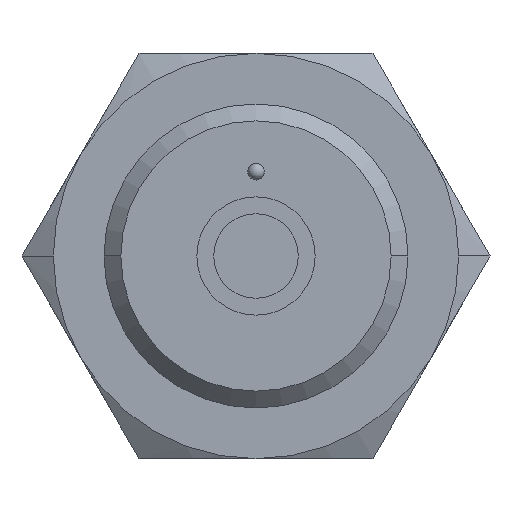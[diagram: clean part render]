
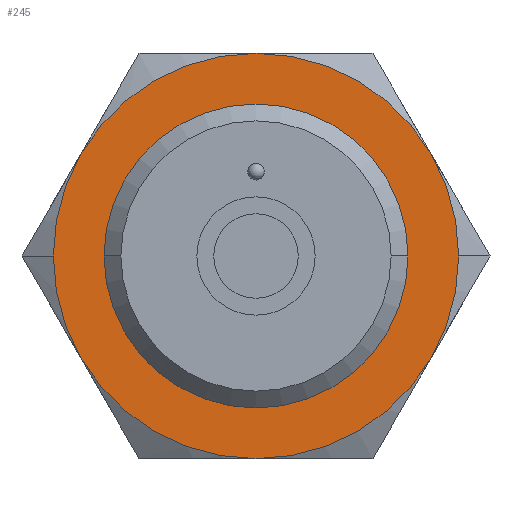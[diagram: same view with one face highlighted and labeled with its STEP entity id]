
A CAD part, front view. The second image highlights one B-rep face of the part: STEP entity #245.
In plain terms, the highlighted planar face has unit normal (0, -1, 0).
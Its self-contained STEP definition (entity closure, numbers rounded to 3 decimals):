
#245=ADVANCED_FACE('',(#407,#408),#409,.T.);
#407=FACE_OUTER_BOUND('',#576,.T.);
#408=FACE_BOUND('',#577,.T.);
#409=PLANE('',#578);
#576=EDGE_LOOP('',(#1107,#1108,#1109,#1110,#1111,#1112,#1113,#1114));
#577=EDGE_LOOP('',(#1115,#1116));
#578=AXIS2_PLACEMENT_3D('',#1117,#1118,#1119);
#1107=ORIENTED_EDGE('',*,*,#1317,.F.);
#1108=ORIENTED_EDGE('',*,*,#1303,.F.);
#1109=ORIENTED_EDGE('',*,*,#1306,.F.);
#1110=ORIENTED_EDGE('',*,*,#1308,.F.);
#1111=ORIENTED_EDGE('',*,*,#1301,.F.);
#1112=ORIENTED_EDGE('',*,*,#1312,.F.);
#1113=ORIENTED_EDGE('',*,*,#1315,.F.);
#1114=ORIENTED_EDGE('',*,*,#1297,.F.);
#1115=ORIENTED_EDGE('',*,*,#1337,.T.);
#1116=ORIENTED_EDGE('',*,*,#1281,.T.);
#1117=CARTESIAN_POINT('',(10.5,-18.0,0.0));
#1118=DIRECTION('',(0.0,-1.0,0.0));
#1119=DIRECTION('',(-1.0,0.0,0.0));
#1281=EDGE_CURVE('',#1515,#1512,#1516,.T.);
#1297=EDGE_CURVE('',#1542,#1545,#1546,.T.);
#1301=EDGE_CURVE('',#1551,#1549,#1553,.T.);
#1303=EDGE_CURVE('',#1555,#1557,#1558,.T.);
#1306=EDGE_CURVE('',#1561,#1555,#1563,.T.);
#1308=EDGE_CURVE('',#1549,#1561,#1565,.T.);
#1312=EDGE_CURVE('',#1569,#1551,#1571,.T.);
#1315=EDGE_CURVE('',#1545,#1569,#1575,.T.);
#1317=EDGE_CURVE('',#1557,#1542,#1577,.T.);
#1337=EDGE_CURVE('',#1512,#1515,#1605,.T.);
#1512=VERTEX_POINT('',#2076);
#1515=VERTEX_POINT('',#2080);
#1516=CIRCLE('',#2081,9.0);
#1542=VERTEX_POINT('',#2136);
#1545=VERTEX_POINT('',#2140);
#1546=CIRCLE('',#2141,12.0);
#1549=VERTEX_POINT('',#2155);
#1551=VERTEX_POINT('',#2158);
#1553=CIRCLE('',#2171,12.0);
#1555=VERTEX_POINT('',#2173);
#1557=VERTEX_POINT('',#2186);
#1558=CIRCLE('',#2187,12.0);
#1561=VERTEX_POINT('',#2201);
#1563=CIRCLE('',#2214,12.0);
#1565=CIRCLE('',#2227,12.0);
#1569=VERTEX_POINT('',#2253);
#1571=CIRCLE('',#2266,12.0);
#1575=CIRCLE('',#2292,12.0);
#1577=CIRCLE('',#2305,12.0);
#1605=CIRCLE('',#2443,9.0);
#2076=CARTESIAN_POINT('',(9.0,-18.0,0.0));
#2080=CARTESIAN_POINT('',(-9.0,-18.0,0.));
#2081=AXIS2_PLACEMENT_3D('',#2639,#2640,#2641);
#2136=CARTESIAN_POINT('',(12.0,-18.0,0.));
#2140=CARTESIAN_POINT('',(10.392,-18.0,-6.0));
#2141=AXIS2_PLACEMENT_3D('',#2665,#2666,#2667);
#2155=CARTESIAN_POINT('',(-12.0,-18.0,0.));
#2158=CARTESIAN_POINT('',(-10.392,-18.0,-6.0));
#2171=AXIS2_PLACEMENT_3D('',#2669,#2670,#2671);
#2173=CARTESIAN_POINT('',(0.,-18.0,12.0));
#2186=CARTESIAN_POINT('',(10.392,-18.0,6.0));
#2187=AXIS2_PLACEMENT_3D('',#2672,#2673,#2674);
#2201=CARTESIAN_POINT('',(-10.392,-18.0,6.0));
#2214=AXIS2_PLACEMENT_3D('',#2675,#2676,#2677);
#2227=AXIS2_PLACEMENT_3D('',#2678,#2679,#2680);
#2253=CARTESIAN_POINT('',(0.0,-18.0,-12.0));
#2266=AXIS2_PLACEMENT_3D('',#2681,#2682,#2683);
#2292=AXIS2_PLACEMENT_3D('',#2684,#2685,#2686);
#2305=AXIS2_PLACEMENT_3D('',#2687,#2688,#2689);
#2443=AXIS2_PLACEMENT_3D('',#2717,#2718,#2719);
#2639=CARTESIAN_POINT('',(0.0,-18.0,0.0));
#2640=DIRECTION('',(0.0,1.0,0.0));
#2641=DIRECTION('',(1.0,0.0,0.0));
#2665=CARTESIAN_POINT('',(0.0,-18.0,0.0));
#2666=DIRECTION('',(0.0,1.0,0.0));
#2667=DIRECTION('',(1.0,0.0,0.0));
#2669=CARTESIAN_POINT('',(0.0,-18.0,0.0));
#2670=DIRECTION('',(0.0,1.0,0.0));
#2671=DIRECTION('',(1.0,0.0,0.0));
#2672=CARTESIAN_POINT('',(0.0,-18.0,0.0));
#2673=DIRECTION('',(0.0,1.0,0.0));
#2674=DIRECTION('',(1.0,0.0,0.0));
#2675=CARTESIAN_POINT('',(0.0,-18.0,0.0));
#2676=DIRECTION('',(0.0,1.0,0.0));
#2677=DIRECTION('',(1.0,0.0,0.0));
#2678=CARTESIAN_POINT('',(0.0,-18.0,0.0));
#2679=DIRECTION('',(0.0,1.0,0.0));
#2680=DIRECTION('',(1.0,0.0,0.0));
#2681=CARTESIAN_POINT('',(0.0,-18.0,0.0));
#2682=DIRECTION('',(0.0,1.0,0.0));
#2683=DIRECTION('',(1.0,0.0,0.0));
#2684=CARTESIAN_POINT('',(0.0,-18.0,0.0));
#2685=DIRECTION('',(0.0,1.0,0.0));
#2686=DIRECTION('',(1.0,0.0,0.0));
#2687=CARTESIAN_POINT('',(0.0,-18.0,0.0));
#2688=DIRECTION('',(0.0,1.0,0.0));
#2689=DIRECTION('',(1.0,0.0,0.0));
#2717=CARTESIAN_POINT('',(0.0,-18.0,0.0));
#2718=DIRECTION('',(0.0,1.0,0.0));
#2719=DIRECTION('',(1.0,0.0,0.0));
